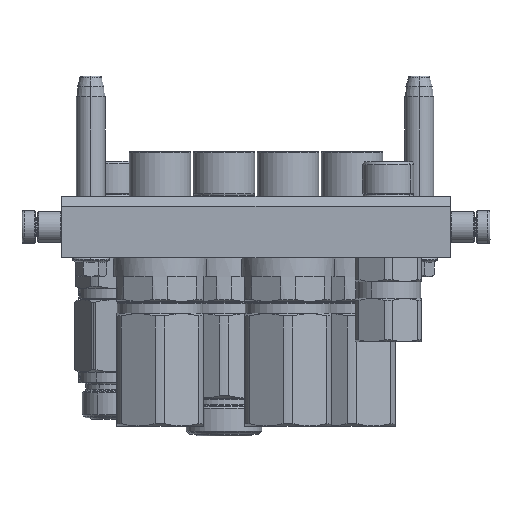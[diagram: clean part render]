
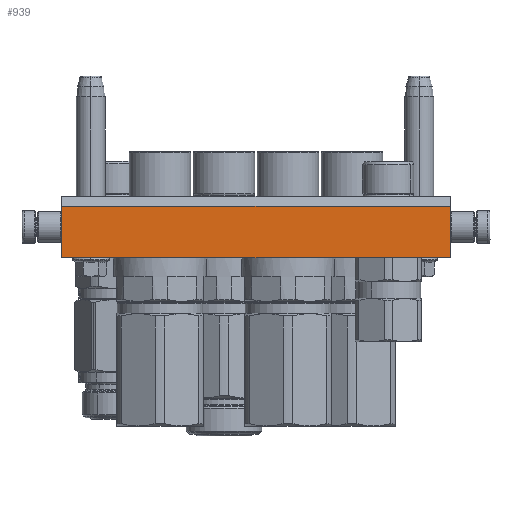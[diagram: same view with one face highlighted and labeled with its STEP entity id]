
A CAD part, left-side view. The second image highlights one B-rep face of the part: STEP entity #939.
In plain terms, the highlighted face is planar.
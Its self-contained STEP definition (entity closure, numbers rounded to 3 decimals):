
#911 = LINE ( 'NONE', #41487, #90111 ) ;
#939 = ADVANCED_FACE ( 'NONE', ( #53079 ), #79578, .T. ) ;
#4486 = CARTESIAN_POINT ( 'NONE',  ( 94., 15., -45. ) ) ;
#11293 = EDGE_LOOP ( 'NONE', ( #69505, #51916, #50330, #81338 ) ) ;
#12944 = VERTEX_POINT ( 'NONE', #81847 ) ;
#17775 = AXIS2_PLACEMENT_3D ( 'NONE', #28379, #50738, #50413 ) ;
#25128 = DIRECTION ( 'NONE',  ( 0., 1., 0. ) ) ;
#27615 = VERTEX_POINT ( 'NONE', #76348 ) ;
#28379 = CARTESIAN_POINT ( 'NONE',  ( 94., -15., -45. ) ) ;
#29397 = VECTOR ( 'NONE', #25128, 1000. ) ;
#29815 = VECTOR ( 'NONE', #52846, 1000. ) ;
#40672 = CARTESIAN_POINT ( 'NONE',  ( -94., -10., -45. ) ) ;
#41487 = CARTESIAN_POINT ( 'NONE',  ( 94., -10., -45. ) ) ;
#43403 = DIRECTION ( 'NONE',  ( 0., 1., 0. ) ) ;
#48993 = VECTOR ( 'NONE', #94231, 1000. ) ;
#50330 = ORIENTED_EDGE ( 'NONE', *, *, #61350, .F. ) ;
#50413 = DIRECTION ( 'NONE',  ( -1., 0., 0. ) ) ;
#50738 = DIRECTION ( 'NONE',  ( 0., 0., -1. ) ) ;
#51916 = ORIENTED_EDGE ( 'NONE', *, *, #57894, .F. ) ;
#52846 = DIRECTION ( 'NONE',  ( 1., 0., 0. ) ) ;
#52892 = EDGE_CURVE ( 'NONE', #27615, #64255, #73477, .T. ) ;
#53079 = FACE_OUTER_BOUND ( 'NONE', #11293, .T. ) ;
#57894 = EDGE_CURVE ( 'NONE', #88822, #64255, #76783, .T. ) ;
#58453 = CARTESIAN_POINT ( 'NONE',  ( 94., 15., -45. ) ) ;
#61072 = EDGE_CURVE ( 'NONE', #27615, #12944, #88958, .T. ) ;
#61350 = EDGE_CURVE ( 'NONE', #12944, #88822, #911, .T. ) ;
#64255 = VERTEX_POINT ( 'NONE', #86923 ) ;
#69505 = ORIENTED_EDGE ( 'NONE', *, *, #52892, .T. ) ;
#73477 = LINE ( 'NONE', #40672, #29397 ) ;
#74895 = CARTESIAN_POINT ( 'NONE',  ( -94., -10., -45. ) ) ;
#76348 = CARTESIAN_POINT ( 'NONE',  ( -94., -10., -45. ) ) ;
#76783 = LINE ( 'NONE', #4486, #48993 ) ;
#79578 = PLANE ( 'NONE',  #17775 ) ;
#81338 = ORIENTED_EDGE ( 'NONE', *, *, #61072, .F. ) ;
#81847 = CARTESIAN_POINT ( 'NONE',  ( 94., -10., -45. ) ) ;
#86923 = CARTESIAN_POINT ( 'NONE',  ( -94., 15., -45. ) ) ;
#88822 = VERTEX_POINT ( 'NONE', #58453 ) ;
#88958 = LINE ( 'NONE', #74895, #29815 ) ;
#90111 = VECTOR ( 'NONE', #43403, 1000. ) ;
#94231 = DIRECTION ( 'NONE',  ( -1., 0., 0. ) ) ;
